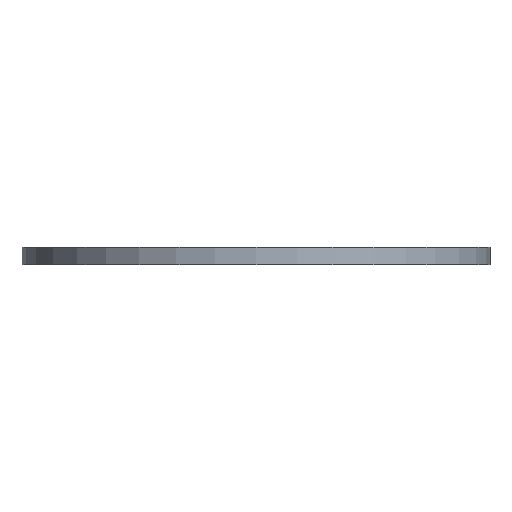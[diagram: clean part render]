
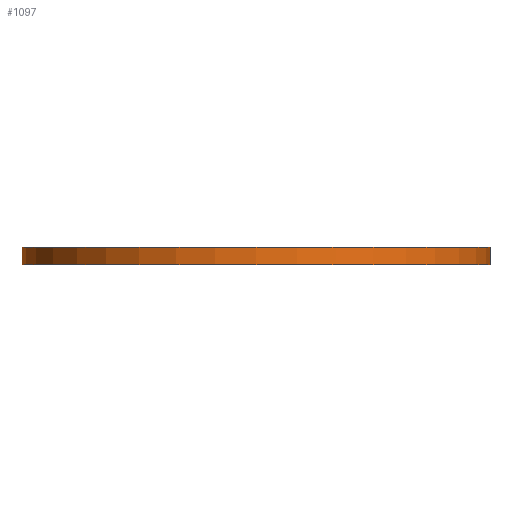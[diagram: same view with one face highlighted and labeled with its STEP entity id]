
A CAD part, front view. The second image highlights one B-rep face of the part: STEP entity #1097.
In plain terms, the highlighted cylindrical face has radius 32 mm (diameter 64 mm), a partial arc.
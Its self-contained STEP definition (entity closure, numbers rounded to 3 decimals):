
#71 = EDGE_LOOP ( 'NONE', ( #977, #447, #795, #1038 ) ) ;
#76 = DIRECTION ( 'NONE',  ( 0., 0., 1. ) ) ;
#80 = VECTOR ( 'NONE', #218, 1000. ) ;
#81 = CYLINDRICAL_SURFACE ( 'NONE', #797, 32. ) ;
#115 = DIRECTION ( 'NONE',  ( 1., 0., 0. ) ) ;
#124 = FACE_OUTER_BOUND ( 'NONE', #71, .T. ) ;
#218 = DIRECTION ( 'NONE',  ( 0., 0., -1. ) ) ;
#220 = CARTESIAN_POINT ( 'NONE',  ( 0., 0., 2.4 ) ) ;
#247 = EDGE_CURVE ( 'NONE', #658, #1297, #440, .T. ) ;
#264 = DIRECTION ( 'NONE',  ( 0., 0., 1. ) ) ;
#354 = CARTESIAN_POINT ( 'NONE',  ( -32., 0., 2.4 ) ) ;
#355 = EDGE_CURVE ( 'NONE', #1297, #550, #845, .T. ) ;
#440 = CIRCLE ( 'NONE', #954, 32. ) ;
#447 = ORIENTED_EDGE ( 'NONE', *, *, #247, .F. ) ;
#538 = CARTESIAN_POINT ( 'NONE',  ( 32., 0., 2.4 ) ) ;
#550 = VERTEX_POINT ( 'NONE', #975 ) ;
#578 = DIRECTION ( 'NONE',  ( 0., 0., -1. ) ) ;
#611 = EDGE_CURVE ( 'NONE', #658, #638, #762, .T. ) ;
#638 = VERTEX_POINT ( 'NONE', #1015 ) ;
#658 = VERTEX_POINT ( 'NONE', #1275 ) ;
#680 = CARTESIAN_POINT ( 'NONE',  ( 0., 0., 0. ) ) ;
#710 = CARTESIAN_POINT ( 'NONE',  ( 32., 0., 2.4 ) ) ;
#762 = LINE ( 'NONE', #354, #80 ) ;
#795 = ORIENTED_EDGE ( 'NONE', *, *, #611, .T. ) ;
#797 = AXIS2_PLACEMENT_3D ( 'NONE', #972, #1231, #1076 ) ;
#845 = LINE ( 'NONE', #710, #1143 ) ;
#954 = AXIS2_PLACEMENT_3D ( 'NONE', #220, #76, #1314 ) ;
#972 = CARTESIAN_POINT ( 'NONE',  ( 0., 0., 2.4 ) ) ;
#975 = CARTESIAN_POINT ( 'NONE',  ( 32., 0., 0. ) ) ;
#977 = ORIENTED_EDGE ( 'NONE', *, *, #355, .F. ) ;
#1015 = CARTESIAN_POINT ( 'NONE',  ( -32., 0., 0. ) ) ;
#1038 = ORIENTED_EDGE ( 'NONE', *, *, #1316, .T. ) ;
#1076 = DIRECTION ( 'NONE',  ( -1., 0., 0. ) ) ;
#1097 = ADVANCED_FACE ( 'NONE', ( #124 ), #81, .T. ) ;
#1143 = VECTOR ( 'NONE', #578, 1000. ) ;
#1155 = AXIS2_PLACEMENT_3D ( 'NONE', #680, #264, #115 ) ;
#1224 = CIRCLE ( 'NONE', #1155, 32. ) ;
#1231 = DIRECTION ( 'NONE',  ( 0., 0., -1. ) ) ;
#1275 = CARTESIAN_POINT ( 'NONE',  ( -32., 0., 2.4 ) ) ;
#1297 = VERTEX_POINT ( 'NONE', #538 ) ;
#1314 = DIRECTION ( 'NONE',  ( 1., 0., 0. ) ) ;
#1316 = EDGE_CURVE ( 'NONE', #638, #550, #1224, .T. ) ;
